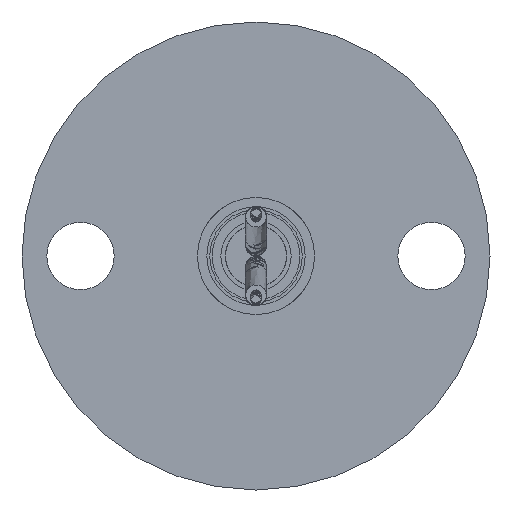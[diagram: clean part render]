
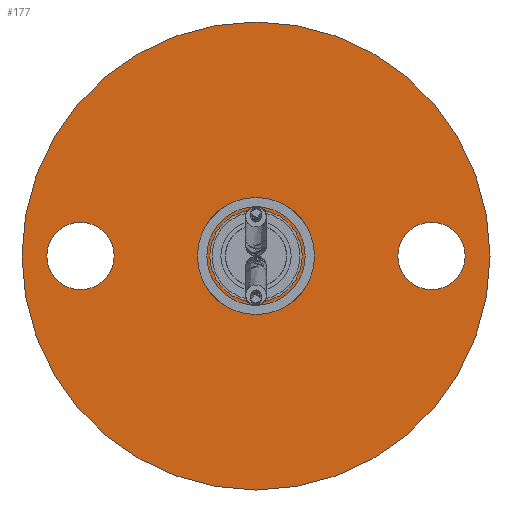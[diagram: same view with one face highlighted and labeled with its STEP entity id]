
A CAD part, left-side view. The second image highlights one B-rep face of the part: STEP entity #177.
In plain terms, the highlighted planar face has unit normal (-1, 0, 0).
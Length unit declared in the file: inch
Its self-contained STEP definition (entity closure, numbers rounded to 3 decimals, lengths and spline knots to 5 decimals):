
#17 = VERTEX_POINT ( 'NONE', #1043 ) ;
#35 = EDGE_CURVE ( 'NONE', #1412, #1073, #582, .T. ) ;
#42 = ORIENTED_EDGE ( 'NONE', *, *, #71, .F. ) ;
#71 = EDGE_CURVE ( 'NONE', #78, #536, #676, .T. ) ;
#76 = CARTESIAN_POINT ( 'NONE',  ( 0.4375, 0., 0. ) ) ;
#78 = VERTEX_POINT ( 'NONE', #620 ) ;
#88 = CIRCLE ( 'NONE', #353, 0.0955 ) ;
#114 = EDGE_LOOP ( 'NONE', ( #843, #1590 ) ) ;
#136 = EDGE_CURVE ( 'NONE', #1849, #17, #1569, .T. ) ;
#177 = ADVANCED_FACE ( 'NONE', ( #381, #1691, #1684, #966 ), #807, .F. ) ;
#226 = DIRECTION ( 'NONE',  ( 0., -1., 0. ) ) ;
#312 = AXIS2_PLACEMENT_3D ( 'NONE', #373, #984, #1855 ) ;
#353 = AXIS2_PLACEMENT_3D ( 'NONE', #1700, #972, #1558 ) ;
#354 = DIRECTION ( 'NONE',  ( 1., 0., 0. ) ) ;
#373 = CARTESIAN_POINT ( 'NONE',  ( 0.4375, -0.375, 0. ) ) ;
#381 = FACE_BOUND ( 'NONE', #448, .T. ) ;
#448 = EDGE_LOOP ( 'NONE', ( #824, #42 ) ) ;
#490 = DIRECTION ( 'NONE',  ( 0., -1., 0. ) ) ;
#502 = AXIS2_PLACEMENT_3D ( 'NONE', #1622, #767, #1344 ) ;
#536 = VERTEX_POINT ( 'NONE', #615 ) ;
#554 = EDGE_CURVE ( 'NONE', #1073, #1412, #1692, .T. ) ;
#570 = ORIENTED_EDGE ( 'NONE', *, *, #686, .F. ) ;
#577 = EDGE_CURVE ( 'NONE', #1222, #1799, #1632, .T. ) ;
#582 = CIRCLE ( 'NONE', #986, 0.5 ) ;
#599 = CARTESIAN_POINT ( 'NONE',  ( 0.4375, -0.375, 0. ) ) ;
#615 = CARTESIAN_POINT ( 'NONE',  ( 0.4375, -0.0955, 0. ) ) ;
#620 = CARTESIAN_POINT ( 'NONE',  ( 0.4375, 0.0955, 0. ) ) ;
#626 = DIRECTION ( 'NONE',  ( 1., 0., 0. ) ) ;
#675 = ORIENTED_EDGE ( 'NONE', *, *, #35, .F. ) ;
#676 = CIRCLE ( 'NONE', #925, 0.0955 ) ;
#686 = EDGE_CURVE ( 'NONE', #1799, #1222, #1332, .T. ) ;
#767 = DIRECTION ( 'NONE',  ( -1., 0., 0. ) ) ;
#768 = EDGE_CURVE ( 'NONE', #17, #1849, #1693, .T. ) ;
#770 = DIRECTION ( 'NONE',  ( -1., 0., 0. ) ) ;
#783 = DIRECTION ( 'NONE',  ( 0., -1., 0. ) ) ;
#798 = DIRECTION ( 'NONE',  ( 0., 1., 0. ) ) ;
#807 = PLANE ( 'NONE',  #1628 ) ;
#824 = ORIENTED_EDGE ( 'NONE', *, *, #1636, .F. ) ;
#834 = EDGE_LOOP ( 'NONE', ( #913, #570 ) ) ;
#843 = ORIENTED_EDGE ( 'NONE', *, *, #768, .F. ) ;
#856 = AXIS2_PLACEMENT_3D ( 'NONE', #944, #626, #783 ) ;
#913 = ORIENTED_EDGE ( 'NONE', *, *, #577, .F. ) ;
#925 = AXIS2_PLACEMENT_3D ( 'NONE', #1809, #770, #490 ) ;
#944 = CARTESIAN_POINT ( 'NONE',  ( 0.4375, 0., 0. ) ) ;
#966 = FACE_OUTER_BOUND ( 'NONE', #1582, .T. ) ;
#969 = CARTESIAN_POINT ( 'NONE',  ( 0.4375, -0.5, 0. ) ) ;
#972 = DIRECTION ( 'NONE',  ( -1., 0., 0. ) ) ;
#984 = DIRECTION ( 'NONE',  ( -1., 0., 0. ) ) ;
#986 = AXIS2_PLACEMENT_3D ( 'NONE', #1518, #354, #1645 ) ;
#1043 = CARTESIAN_POINT ( 'NONE',  ( 0.4375, 0.303, 0. ) ) ;
#1056 = CARTESIAN_POINT ( 'NONE',  ( 0.4375, -0.447, 0. ) ) ;
#1073 = VERTEX_POINT ( 'NONE', #969 ) ;
#1145 = DIRECTION ( 'NONE',  ( -1., 0., 0. ) ) ;
#1165 = ORIENTED_EDGE ( 'NONE', *, *, #554, .F. ) ;
#1189 = CARTESIAN_POINT ( 'NONE',  ( 0.4375, 0.447, 0. ) ) ;
#1222 = VERTEX_POINT ( 'NONE', #1056 ) ;
#1254 = CARTESIAN_POINT ( 'NONE',  ( 0.4375, 0.375, 0. ) ) ;
#1332 = CIRCLE ( 'NONE', #1365, 0.072 ) ;
#1344 = DIRECTION ( 'NONE',  ( 0., -1., 0. ) ) ;
#1365 = AXIS2_PLACEMENT_3D ( 'NONE', #599, #1145, #1462 ) ;
#1412 = VERTEX_POINT ( 'NONE', #1876 ) ;
#1462 = DIRECTION ( 'NONE',  ( 0., -1., 0. ) ) ;
#1476 = CARTESIAN_POINT ( 'NONE',  ( 0.4375, -0.303, 0. ) ) ;
#1518 = CARTESIAN_POINT ( 'NONE',  ( 0.4375, 0., 0. ) ) ;
#1558 = DIRECTION ( 'NONE',  ( 0., -1., 0. ) ) ;
#1569 = CIRCLE ( 'NONE', #1824, 0.072 ) ;
#1582 = EDGE_LOOP ( 'NONE', ( #1165, #675 ) ) ;
#1590 = ORIENTED_EDGE ( 'NONE', *, *, #136, .F. ) ;
#1622 = CARTESIAN_POINT ( 'NONE',  ( 0.4375, 0.375, 0. ) ) ;
#1628 = AXIS2_PLACEMENT_3D ( 'NONE', #76, #1829, #798 ) ;
#1632 = CIRCLE ( 'NONE', #312, 0.072 ) ;
#1636 = EDGE_CURVE ( 'NONE', #536, #78, #88, .T. ) ;
#1645 = DIRECTION ( 'NONE',  ( 0., -1., 0. ) ) ;
#1684 = FACE_BOUND ( 'NONE', #834, .T. ) ;
#1691 = FACE_BOUND ( 'NONE', #114, .T. ) ;
#1692 = CIRCLE ( 'NONE', #856, 0.5 ) ;
#1693 = CIRCLE ( 'NONE', #502, 0.072 ) ;
#1700 = CARTESIAN_POINT ( 'NONE',  ( 0.4375, 0., 0. ) ) ;
#1799 = VERTEX_POINT ( 'NONE', #1476 ) ;
#1809 = CARTESIAN_POINT ( 'NONE',  ( 0.4375, 0., 0. ) ) ;
#1824 = AXIS2_PLACEMENT_3D ( 'NONE', #1254, #1845, #226 ) ;
#1829 = DIRECTION ( 'NONE',  ( 1., 0., 0. ) ) ;
#1845 = DIRECTION ( 'NONE',  ( -1., 0., 0. ) ) ;
#1849 = VERTEX_POINT ( 'NONE', #1189 ) ;
#1855 = DIRECTION ( 'NONE',  ( 0., -1., 0. ) ) ;
#1876 = CARTESIAN_POINT ( 'NONE',  ( 0.4375, 0.5, 0. ) ) ;
